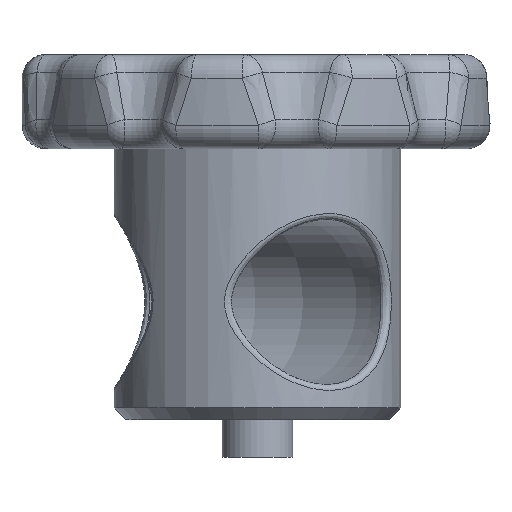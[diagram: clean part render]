
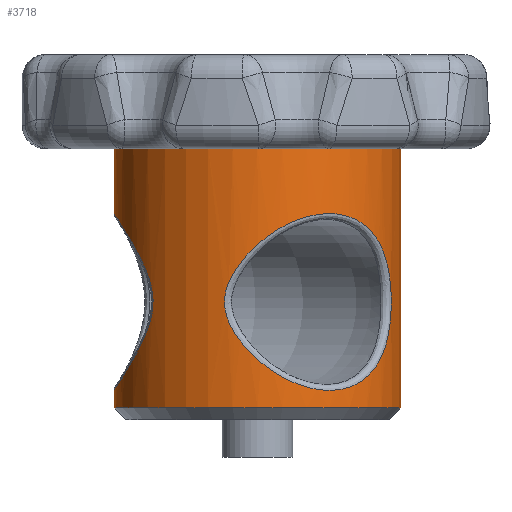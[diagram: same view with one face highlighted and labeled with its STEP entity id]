
A CAD part, front view. The second image highlights one B-rep face of the part: STEP entity #3718.
In plain terms, the highlighted cylindrical face has radius 12.175 mm (diameter 24.35 mm), a full revolution.
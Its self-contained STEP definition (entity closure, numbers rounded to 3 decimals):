
#87=FACE_BOUND('',#760,.T.);
#98=CYLINDRICAL_SURFACE('',#3896,12.175);
#113=CIRCLE('',#3894,12.175);
#114=CIRCLE('',#3895,12.175);
#115=CIRCLE('',#3897,12.175);
#116=CIRCLE('',#3898,12.175);
#525=FACE_OUTER_BOUND('',#759,.T.);
#759=EDGE_LOOP('',(#2829,#2830,#2831,#2832,#2833,#2834,#2835,#2836,#2837,
#2838,#2839));
#760=EDGE_LOOP('',(#2840));
#1058=B_SPLINE_CURVE_WITH_KNOTS('',3,(#7235,#7236,#7237,#7238,#7239,#7240,
#7241,#7242,#7243,#7244,#7245,#7246,#7247,#7248),.UNSPECIFIED.,.F.,.F.,
(4,1,1,1,1,1,1,1,1,1,1,4),(-6.825,-6.503,-6.26,
-6.18,-5.857,-5.695,-5.534,
-5.372,-5.211,-4.888,-4.673,
-4.518),.UNSPECIFIED.);
#1059=B_SPLINE_CURVE_WITH_KNOTS('',3,(#7250,#7251,#7252,#7253),
 .UNSPECIFIED.,.F.,.F.,(4,4),(-2.305,-2.305),
 .UNSPECIFIED.);
#1060=B_SPLINE_CURVE_WITH_KNOTS('',3,(#7255,#7256,#7257,#7258,#7259,#7260,
#7261,#7262,#7263,#7264,#7265,#7266),.UNSPECIFIED.,.F.,.F.,(4,1,1,1,1,1,
1,1,1,4),(-4.518,-4.457,-4.242,-4.027,
-3.596,-3.435,-3.273,-2.95,
-2.628,-2.305),.UNSPECIFIED.);
#1061=B_SPLINE_CURVE_WITH_KNOTS('',3,(#7268,#7269,#7270,#7271,#7272,#7273,
#7274,#7275,#7276,#7277,#7278,#7279,#7280,#7281,#7282,#7283,#7284,#7285,
#7286,#7287,#7288,#7289),.UNSPECIFIED.,.T.,.F.,(4,1,1,1,1,1,1,1,1,1,1,1,
1,1,1,1,1,1,1,4),(-6.825,-6.503,-6.26,
-6.18,-5.857,-5.695,-5.534,-5.372,
-5.211,-4.888,-4.673,-4.457,
-4.242,-4.027,-3.596,-3.435,
-3.273,-2.95,-2.628,-2.305),
 .UNSPECIFIED.);
#1236=LINE('',#7233,#1400);
#1237=LINE('',#7254,#1401);
#1400=VECTOR('',#4401,12.175);
#1401=VECTOR('',#4402,12.175);
#1625=VERTEX_POINT('',#7222);
#1626=VERTEX_POINT('',#7224);
#1627=VERTEX_POINT('',#7228);
#1628=VERTEX_POINT('',#7229);
#1629=VERTEX_POINT('',#7232);
#1630=VERTEX_POINT('',#7234);
#1631=VERTEX_POINT('',#7249);
#1632=VERTEX_POINT('',#7267);
#2066=EDGE_CURVE('',#1625,#1626,#113,.T.);
#2067=EDGE_CURVE('',#1626,#1625,#114,.T.);
#2068=EDGE_CURVE('',#1627,#1628,#115,.T.);
#2069=EDGE_CURVE('',#1628,#1627,#116,.T.);
#2070=EDGE_CURVE('',#1628,#1629,#1236,.T.);
#2071=EDGE_CURVE('',#1630,#1629,#1058,.T.);
#2072=EDGE_CURVE('',#1631,#1630,#1059,.T.);
#2073=EDGE_CURVE('',#1631,#1626,#1237,.T.);
#2074=EDGE_CURVE('',#1629,#1631,#1060,.T.);
#2075=EDGE_CURVE('',#1632,#1632,#1061,.T.);
#2829=ORIENTED_EDGE('',*,*,#2068,.F.);
#2830=ORIENTED_EDGE('',*,*,#2069,.F.);
#2831=ORIENTED_EDGE('',*,*,#2070,.T.);
#2832=ORIENTED_EDGE('',*,*,#2071,.F.);
#2833=ORIENTED_EDGE('',*,*,#2072,.F.);
#2834=ORIENTED_EDGE('',*,*,#2073,.T.);
#2835=ORIENTED_EDGE('',*,*,#2066,.F.);
#2836=ORIENTED_EDGE('',*,*,#2067,.F.);
#2837=ORIENTED_EDGE('',*,*,#2073,.F.);
#2838=ORIENTED_EDGE('',*,*,#2074,.F.);
#2839=ORIENTED_EDGE('',*,*,#2070,.F.);
#2840=ORIENTED_EDGE('',*,*,#2075,.F.);
#3718=ADVANCED_FACE('',(#525,#87),#98,.T.);
#3894=AXIS2_PLACEMENT_3D('',#7225,#4391,#4392);
#3895=AXIS2_PLACEMENT_3D('',#7226,#4393,#4394);
#3896=AXIS2_PLACEMENT_3D('',#7227,#4395,#4396);
#3897=AXIS2_PLACEMENT_3D('',#7230,#4397,#4398);
#3898=AXIS2_PLACEMENT_3D('',#7231,#4399,#4400);
#4391=DIRECTION('center_axis',(0.,0.,-1.));
#4392=DIRECTION('ref_axis',(-1.,0.,0.));
#4393=DIRECTION('center_axis',(0.,0.,-1.));
#4394=DIRECTION('ref_axis',(-1.,0.,0.));
#4395=DIRECTION('center_axis',(0.,0.,1.));
#4396=DIRECTION('ref_axis',(1.,0.,0.));
#4397=DIRECTION('center_axis',(0.,0.,1.));
#4398=DIRECTION('ref_axis',(1.,0.,0.));
#4399=DIRECTION('center_axis',(0.,0.,1.));
#4400=DIRECTION('ref_axis',(1.,0.,0.));
#4401=DIRECTION('',(0.,0.,-1.));
#4402=DIRECTION('',(0.,0.,-1.));
#7222=CARTESIAN_POINT('',(12.175,0.,-9.));
#7224=CARTESIAN_POINT('',(-12.175,0.,-9.));
#7225=CARTESIAN_POINT('Origin',(0.,0.,-9.));
#7226=CARTESIAN_POINT('Origin',(0.,0.,-9.));
#7227=CARTESIAN_POINT('Origin',(0.,0.,0.));
#7228=CARTESIAN_POINT('',(12.175,0.,13.));
#7229=CARTESIAN_POINT('',(-12.175,0.,13.));
#7230=CARTESIAN_POINT('Origin',(0.,0.,13.));
#7231=CARTESIAN_POINT('Origin',(0.,0.,13.));
#7232=CARTESIAN_POINT('',(-12.175,0.,7.5));
#7233=CARTESIAN_POINT('',(-12.175,0.,0.));
#7234=CARTESIAN_POINT('',(-12.175,0.,-7.5));
#7235=CARTESIAN_POINT('Ctrl Pts',(-12.175,0.,
-7.5));
#7236=CARTESIAN_POINT('Ctrl Pts',(-12.175,-1.22,-7.501));
#7237=CARTESIAN_POINT('Ctrl Pts',(-11.836,-3.335,-7.001));
#7238=CARTESIAN_POINT('Ctrl Pts',(-11.019,-5.241,-5.713));
#7239=CARTESIAN_POINT('Ctrl Pts',(-10.138,-6.825,-4.151));
#7240=CARTESIAN_POINT('Ctrl Pts',(-9.281,-7.909,-2.542));
#7241=CARTESIAN_POINT('Ctrl Pts',(-8.761,-8.453,-0.266));
#7242=CARTESIAN_POINT('Ctrl Pts',(-8.991,-8.216,1.51));
#7243=CARTESIAN_POINT('Ctrl Pts',(-9.587,-7.531,3.045));
#7244=CARTESIAN_POINT('Ctrl Pts',(-10.495,-6.267,4.853));
#7245=CARTESIAN_POINT('Ctrl Pts',(-11.471,-4.382,6.437));
#7246=CARTESIAN_POINT('Ctrl Pts',(-12.073,-1.981,7.351));
#7247=CARTESIAN_POINT('Ctrl Pts',(-12.174,-0.583,
7.5));
#7248=CARTESIAN_POINT('Ctrl Pts',(-12.175,0.,
7.5));
#7249=CARTESIAN_POINT('',(-12.175,0.,-7.5));
#7250=CARTESIAN_POINT('Ctrl Pts',(-12.175,0.,
-7.5));
#7251=CARTESIAN_POINT('Ctrl Pts',(-12.175,0.,
-7.5));
#7252=CARTESIAN_POINT('Ctrl Pts',(-12.175,0.,
-7.5));
#7253=CARTESIAN_POINT('Ctrl Pts',(-12.175,0.,
-7.5));
#7254=CARTESIAN_POINT('',(-12.175,0.,0.));
#7255=CARTESIAN_POINT('Ctrl Pts',(-12.175,0.,
7.5));
#7256=CARTESIAN_POINT('Ctrl Pts',(-12.175,0.23,7.5));
#7257=CARTESIAN_POINT('Ctrl Pts',(-12.147,1.274,7.456));
#7258=CARTESIAN_POINT('Ctrl Pts',(-11.852,3.082,7.015));
#7259=CARTESIAN_POINT('Ctrl Pts',(-10.879,5.745,5.419));
#7260=CARTESIAN_POINT('Ctrl Pts',(-9.751,7.308,2.973));
#7261=CARTESIAN_POINT('Ctrl Pts',(-9.422,7.709,0.257));
#7262=CARTESIAN_POINT('Ctrl Pts',(-9.58,7.518,-2.097));
#7263=CARTESIAN_POINT('Ctrl Pts',(-10.495,6.324,-4.735));
#7264=CARTESIAN_POINT('Ctrl Pts',(-11.784,3.644,-6.927));
#7265=CARTESIAN_POINT('Ctrl Pts',(-12.175,1.22,-7.499));
#7266=CARTESIAN_POINT('Ctrl Pts',(-12.175,0.,
-7.5));
#7267=CARTESIAN_POINT('',(6.089,-10.543,7.5));
#7268=CARTESIAN_POINT('Ctrl Pts',(6.089,-10.543,7.5));
#7269=CARTESIAN_POINT('Ctrl Pts',(5.033,-11.153,7.501));
#7270=CARTESIAN_POINT('Ctrl Pts',(3.032,-11.917,7.002));
#7271=CARTESIAN_POINT('Ctrl Pts',(0.972,-12.163,5.715));
#7272=CARTESIAN_POINT('Ctrl Pts',(-0.84,-12.193,
4.153));
#7273=CARTESIAN_POINT('Ctrl Pts',(-2.208,-11.992,2.544));
#7274=CARTESIAN_POINT('Ctrl Pts',(-2.94,-11.814,0.268));
#7275=CARTESIAN_POINT('Ctrl Pts',(-2.621,-11.895,-1.508));
#7276=CARTESIAN_POINT('Ctrl Pts',(-1.73,-12.067,-3.043));
#7277=CARTESIAN_POINT('Ctrl Pts',(-0.182,-12.222,
-4.852));
#7278=CARTESIAN_POINT('Ctrl Pts',(1.938,-12.125,-6.436));
#7279=CARTESIAN_POINT('Ctrl Pts',(4.528,-11.387,-7.431));
#7280=CARTESIAN_POINT('Ctrl Pts',(6.729,-10.248,-7.594));
#7281=CARTESIAN_POINT('Ctrl Pts',(8.593,-8.724,-7.016));
#7282=CARTESIAN_POINT('Ctrl Pts',(10.414,-6.551,-5.42));
#7283=CARTESIAN_POINT('Ctrl Pts',(11.204,-4.792,-2.975));
#7284=CARTESIAN_POINT('Ctrl Pts',(11.388,-4.305,-0.259));
#7285=CARTESIAN_POINT('Ctrl Pts',(11.301,-4.537,2.095));
#7286=CARTESIAN_POINT('Ctrl Pts',(10.725,-5.926,4.733));
#7287=CARTESIAN_POINT('Ctrl Pts',(9.049,-8.381,6.926));
#7288=CARTESIAN_POINT('Ctrl Pts',(7.146,-9.933,7.499));
#7289=CARTESIAN_POINT('Ctrl Pts',(6.089,-10.543,7.5));
